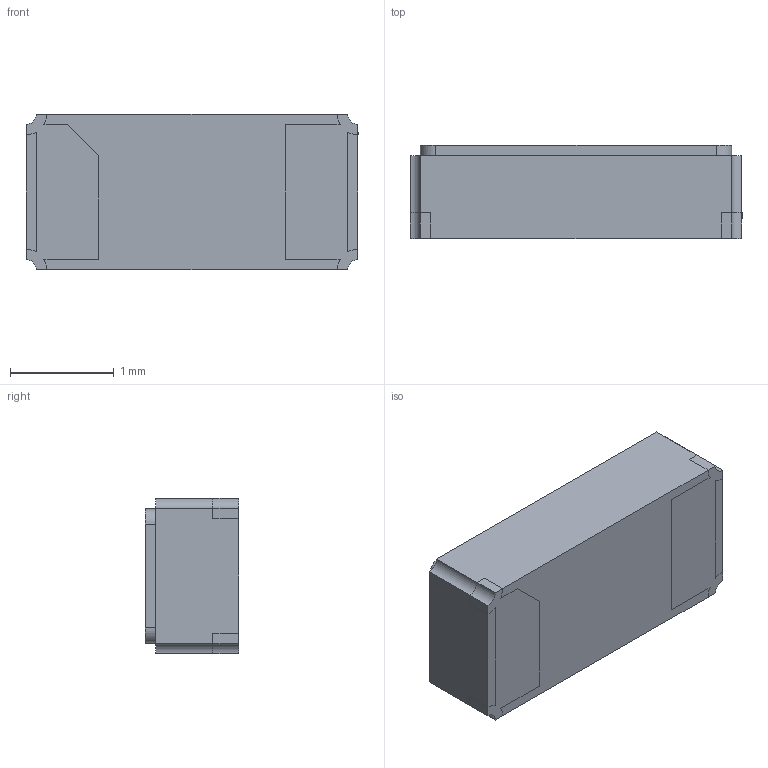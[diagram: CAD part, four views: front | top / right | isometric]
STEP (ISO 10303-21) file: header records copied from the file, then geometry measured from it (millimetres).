
FILE_DESCRIPTION (( 'STEP AP214' ), '1' );
FILE_NAME ('ABS07-32.768KHZ-7-T.STEP', '2021-11-16T12:59:09', ( '' ), ( '' ), 'SwSTEP 2.0', 'SolidWorks 2018', '' );
FILE_SCHEMA (( 'AUTOMOTIVE_DESIGN' ));
Length unit declared in the file: millimetre
Products named in the file (2): ABS07-32.768KHZ-7-T
Bounding box: 3.2 x 0.9 x 1.5 mm (x, y, z)
Volume: 4.2 mm3; surface area: 24.8 mm2
Topology: 3 solids, 3 shells, 73 faces, 198 edges, 132 vertices
Faces by surface type: plane 45, cylinder 28
Entity records: 3178 total; most frequent: CARTESIAN_POINT 405, DIRECTION 404, ORIENTED_EDGE 396, EDGE_CURVE 198, VECTOR 142, LINE 142, VERTEX_POINT 132, AXIS2_PLACEMENT_3D 131
